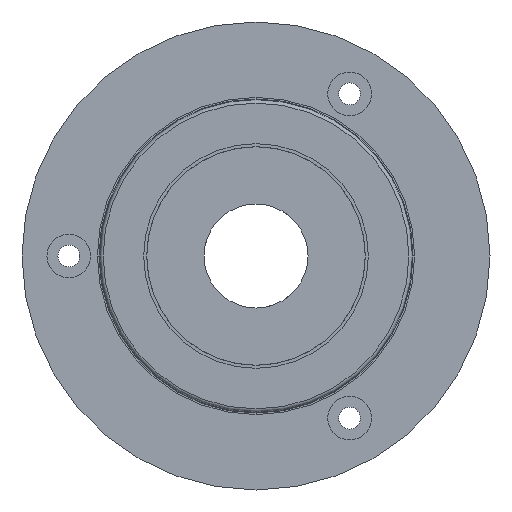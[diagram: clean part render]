
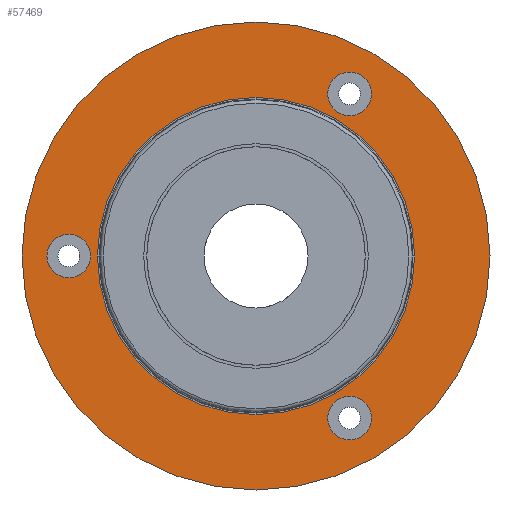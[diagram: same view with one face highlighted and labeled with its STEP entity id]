
A CAD part, left-side view. The second image highlights one B-rep face of the part: STEP entity #57469.
In plain terms, the highlighted planar face has unit normal (-1, 0, 0).
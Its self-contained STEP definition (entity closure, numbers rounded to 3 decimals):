
#4247 = FACE_OUTER_BOUND ( 'NONE', #82837, .T. ) ;
#4687 = DIRECTION ( 'NONE',  ( -1., 0., 0. ) ) ;
#6102 = CARTESIAN_POINT ( 'NONE',  ( 2.8, 22.5, 0. ) ) ;
#6753 = DIRECTION ( 'NONE',  ( 0., 1., 0. ) ) ;
#11629 = DIRECTION ( 'NONE',  ( 0., 1., 0. ) ) ;
#12143 = DIRECTION ( 'NONE',  ( 1., 0., 0. ) ) ;
#13315 = CARTESIAN_POINT ( 'NONE',  ( 2.8, -9., -15.588 ) ) ;
#15635 = CIRCLE ( 'NONE', #42858, 2.1 ) ;
#16705 = EDGE_LOOP ( 'NONE', ( #70848 ) ) ;
#17559 = CIRCLE ( 'NONE', #21636, 22.5 ) ;
#18762 = CARTESIAN_POINT ( 'NONE',  ( 2.8, 0., 0. ) ) ;
#18984 = EDGE_CURVE ( 'NONE', #36779, #36779, #82258, .T. ) ;
#21636 = AXIS2_PLACEMENT_3D ( 'NONE', #18762, #44776, #24362 ) ;
#21648 = ORIENTED_EDGE ( 'NONE', *, *, #57533, .T. ) ;
#22288 = AXIS2_PLACEMENT_3D ( 'NONE', #29355, #12143, #35729 ) ;
#23864 = DIRECTION ( 'NONE',  ( 0., -1., 0. ) ) ;
#24362 = DIRECTION ( 'NONE',  ( 0., 1., 0. ) ) ;
#24865 = VERTEX_POINT ( 'NONE', #77309 ) ;
#26129 = CARTESIAN_POINT ( 'NONE',  ( 2.8, 20.1, 0. ) ) ;
#26444 = EDGE_LOOP ( 'NONE', ( #36219 ) ) ;
#26768 = ORIENTED_EDGE ( 'NONE', *, *, #80162, .F. ) ;
#29355 = CARTESIAN_POINT ( 'NONE',  ( 2.8, -9., 15.588 ) ) ;
#30656 = FACE_BOUND ( 'NONE', #81491, .T. ) ;
#35729 = DIRECTION ( 'NONE',  ( 0., 1., 0. ) ) ;
#36219 = ORIENTED_EDGE ( 'NONE', *, *, #53171, .T. ) ;
#36615 = FACE_BOUND ( 'NONE', #16705, .T. ) ;
#36779 = VERTEX_POINT ( 'NONE', #62825 ) ;
#37469 = PLANE ( 'NONE',  #74679 ) ;
#38476 = VERTEX_POINT ( 'NONE', #6102 ) ;
#42437 = CARTESIAN_POINT ( 'NONE',  ( 2.8, 18., 0. ) ) ;
#42858 = AXIS2_PLACEMENT_3D ( 'NONE', #42437, #51653, #11629 ) ;
#44776 = DIRECTION ( 'NONE',  ( 1., 0., 0. ) ) ;
#45674 = VERTEX_POINT ( 'NONE', #26129 ) ;
#51653 = DIRECTION ( 'NONE',  ( 1., 0., 0. ) ) ;
#52097 = VERTEX_POINT ( 'NONE', #64083 ) ;
#53171 = EDGE_CURVE ( 'NONE', #45674, #45674, #15635, .T. ) ;
#57073 = FACE_BOUND ( 'NONE', #26444, .T. ) ;
#57469 = ADVANCED_FACE ( 'NONE', ( #57073, #36615, #30656, #63094, #4247 ), #37469, .T. ) ;
#57533 = EDGE_CURVE ( 'NONE', #52097, #52097, #70590, .T. ) ;
#57706 = DIRECTION ( 'NONE',  ( 0., 1., 0. ) ) ;
#57928 = CARTESIAN_POINT ( 'NONE',  ( 2.8, 0., 0. ) ) ;
#58291 = AXIS2_PLACEMENT_3D ( 'NONE', #57928, #65173, #6753 ) ;
#60478 = AXIS2_PLACEMENT_3D ( 'NONE', #13315, #78189, #57706 ) ;
#62048 = EDGE_LOOP ( 'NONE', ( #21648 ) ) ;
#62825 = CARTESIAN_POINT ( 'NONE',  ( 2.8, -6.9, -15.588 ) ) ;
#63094 = FACE_BOUND ( 'NONE', #62048, .T. ) ;
#63153 = CIRCLE ( 'NONE', #22288, 2.1 ) ;
#64083 = CARTESIAN_POINT ( 'NONE',  ( 2.8, 12.5, 0. ) ) ;
#65173 = DIRECTION ( 'NONE',  ( 1., 0., 0. ) ) ;
#66262 = ORIENTED_EDGE ( 'NONE', *, *, #70272, .T. ) ;
#70272 = EDGE_CURVE ( 'NONE', #24865, #24865, #63153, .T. ) ;
#70590 = CIRCLE ( 'NONE', #58291, 12.5 ) ;
#70848 = ORIENTED_EDGE ( 'NONE', *, *, #18984, .T. ) ;
#74679 = AXIS2_PLACEMENT_3D ( 'NONE', #82317, #4687, #23864 ) ;
#77309 = CARTESIAN_POINT ( 'NONE',  ( 2.8, -6.9, 15.588 ) ) ;
#78189 = DIRECTION ( 'NONE',  ( 1., 0., 0. ) ) ;
#80162 = EDGE_CURVE ( 'NONE', #38476, #38476, #17559, .T. ) ;
#81491 = EDGE_LOOP ( 'NONE', ( #66262 ) ) ;
#82258 = CIRCLE ( 'NONE', #60478, 2.1 ) ;
#82317 = CARTESIAN_POINT ( 'NONE',  ( 2.8, 12.5, 0. ) ) ;
#82837 = EDGE_LOOP ( 'NONE', ( #26768 ) ) ;
